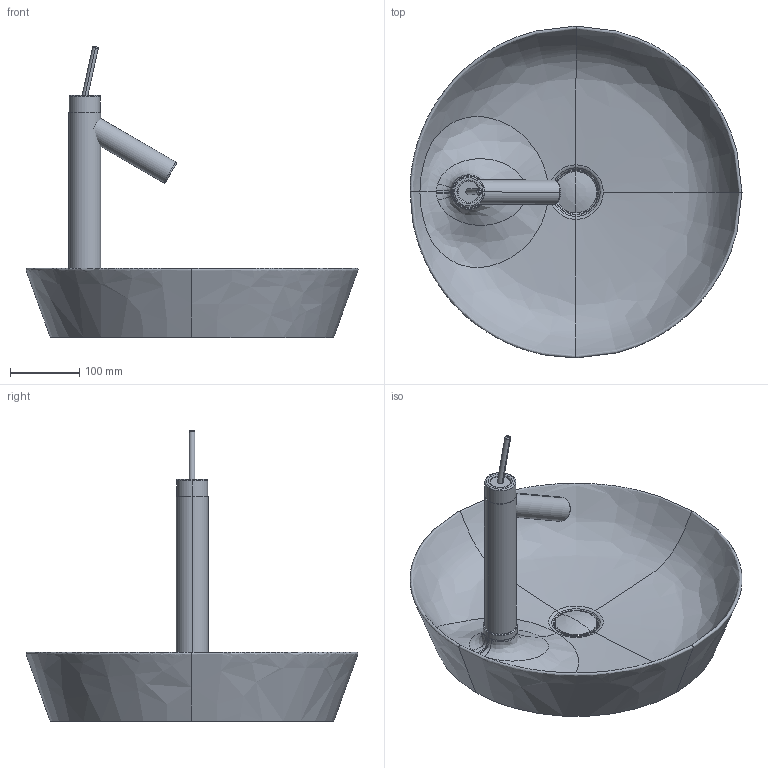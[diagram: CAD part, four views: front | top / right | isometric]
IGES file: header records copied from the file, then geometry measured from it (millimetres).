
Global section: file name: No Iges File Name specified; native system: Autodesk Inventor 2011; preprocessor: AutoDesk Inventor Iges Exporter R2011; author: Administrator; date: 20150520.201237; units: millimetre
Bounding box: 479.98 x 479.97 x 420.96 mm (x, y, z)
Volume: 4115006.5 mm3; surface area: 613487.2 mm2
Topology: 7 solids, 7 shells, 294 faces, 761 edges, 481 vertices
Faces by surface type: revolution 119, bspline 88, plane 43, cylinder 24, torus 14, cone 6
